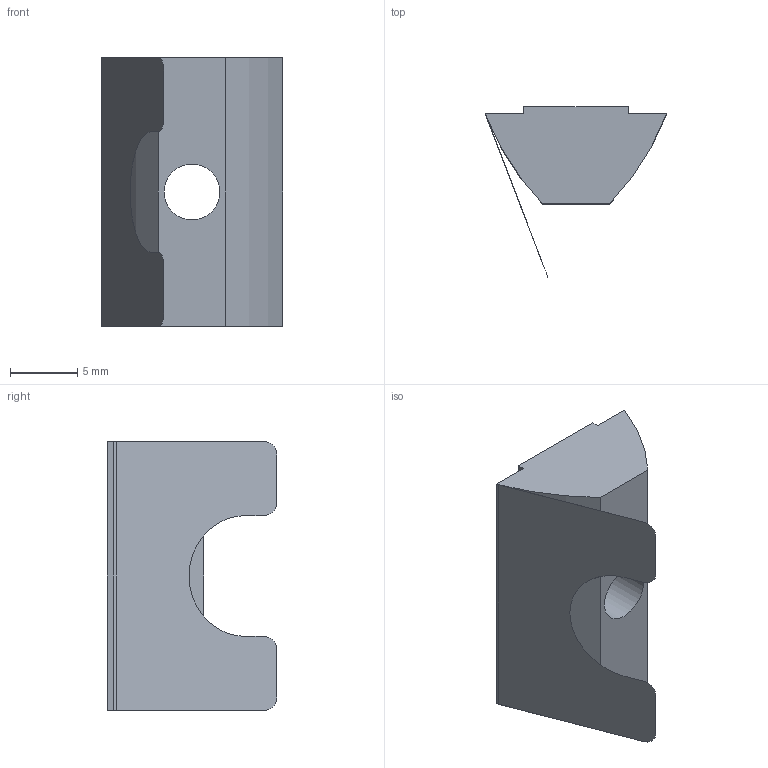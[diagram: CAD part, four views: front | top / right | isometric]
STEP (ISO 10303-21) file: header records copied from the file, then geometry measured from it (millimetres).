
FILE_DESCRIPTION(/* description */ ('Nakrętka M5 ze sprężyną 40-8'),/* implementation_level */ '2;1');
FILE_NAME(/* name */ '210452.stp',/* time_stamp */ '2022-09-20T13:14:55+02:00',/* author */ ('aluteckkpl_tw'),/* organization */ (''),/* preprocessor_version */ 'ST-DEVELOPER v18.1',/* originating_system */ 'Autodesk Inventor 2021',/* authorisation */ '');
FILE_SCHEMA (('AUTOMOTIVE_DESIGN { 1 0 10303 214 3 1 1 }'));
Length unit declared in the file: millimetre
Products named in the file (1): 210452-ZP
Bounding box: 13.5 x 12.64 x 20 mm (x, y, z)
Volume: 1305.3 mm3; surface area: 1318.1 mm2
Topology: 1 solids, 1 shells, 24 faces, 67 edges, 45 vertices
Faces by surface type: plane 16, cylinder 8
Full cylindrical faces by diameter (mm): 4.134 x1
Entity records: 821 total; most frequent: CARTESIAN_POINT 137, ORIENTED_EDGE 134, DIRECTION 134, EDGE_CURVE 67, LINE 50, VECTOR 50, VERTEX_POINT 45, AXIS2_PLACEMENT_3D 42
